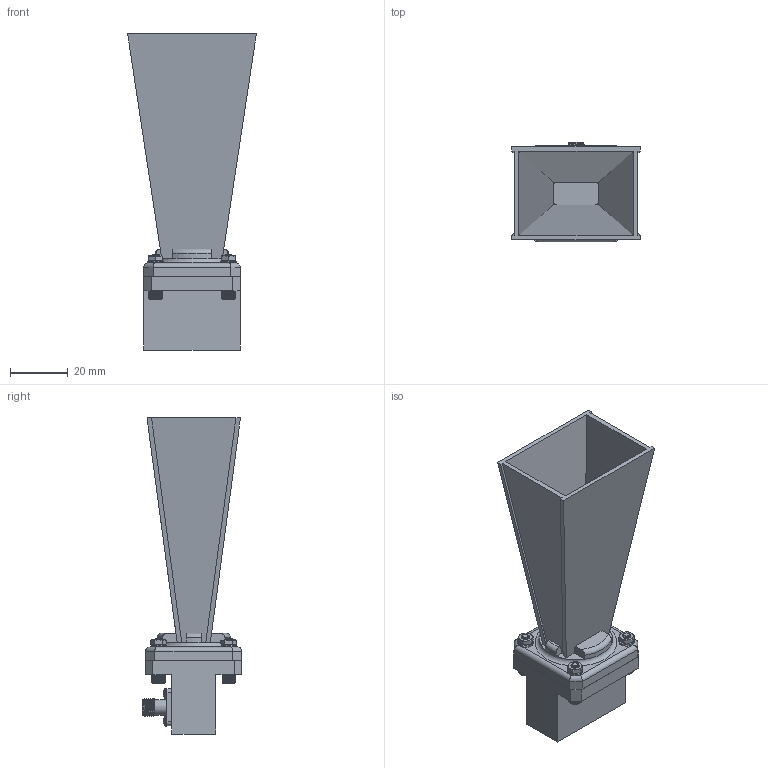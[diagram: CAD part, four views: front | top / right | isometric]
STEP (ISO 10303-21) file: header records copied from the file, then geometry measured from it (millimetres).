
FILE_DESCRIPTION (( 'STEP AP214' ), '1' );
FILE_NAME ('FM9854B-SF-15_3D.STEP', '2021-01-06T22:10:52', ( '' ), ( '' ), 'SwSTEP 2.0', 'SolidWorks 2018', '' );
FILE_SCHEMA (( 'AUTOMOTIVE_DESIGN' ));
Length unit declared in the file: inch
Products named in the file (6): 4-40SH-HXx.5_92196A110; PE9854B-15; 4-LW; PE9803; 4-40HN-NARROW_90760A210; FM9854B-SF-15_3D
Assembly tree (14 placements, depth 2):
  FM9854B-SF-15_3D
    PE9803
    PE9854B-15
    4-40SH-HXx.5_92196A110  x4
    4-40HN-NARROW_90760A210  x4
    4-LW  x4
Bounding box: 44.55 x 34.57 x 109.47 mm (x, y, z)
Volume: 31997.3 mm3; surface area: 27384.8 mm2
Topology: 14 solids, 18 shells, 1265 faces, 3008 edges, 1802 vertices
Faces by surface type: plane 723, cone 357, cylinder 132, bspline 47, torus 6
Full cylindrical faces by diameter (mm): 0.914 x1, 1.168 x2, 1.524 x20, 3.616 x4, 3.658 x4, 3.785 x4, 4.597 x1, 5.359 x2, 25.4 x1
Entity records: 22870 total; most frequent: CARTESIAN_POINT 10781, ORIENTED_EDGE 2590, DIRECTION 2022, EDGE_CURVE 1295, VERTEX_POINT 827, AXIS2_PLACEMENT_3D 758, EDGE_LOOP 620, FACE_OUTER_BOUND 575
